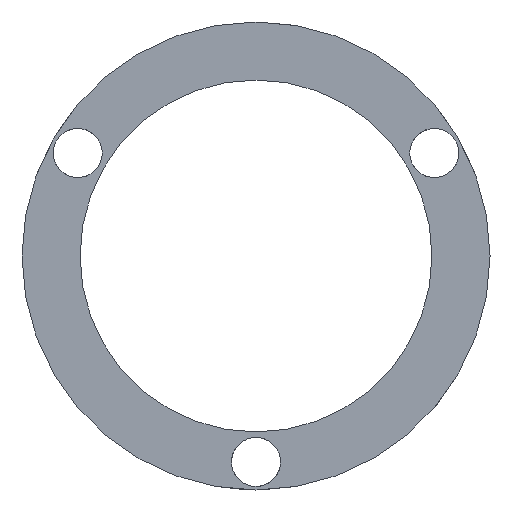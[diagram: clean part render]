
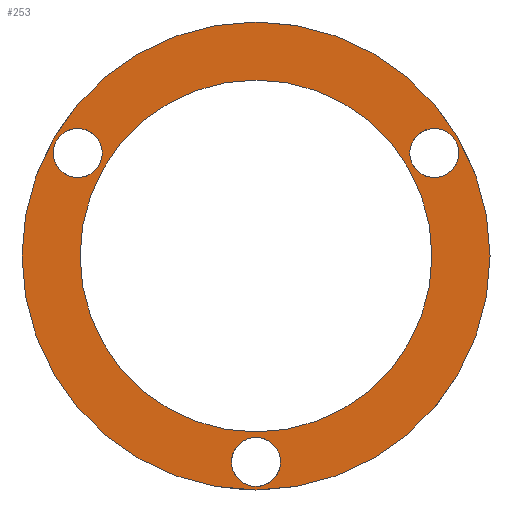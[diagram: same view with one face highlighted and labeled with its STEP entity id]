
A CAD part, front view. The second image highlights one B-rep face of the part: STEP entity #253.
In plain terms, the highlighted planar face has unit normal (0, -1, 0).
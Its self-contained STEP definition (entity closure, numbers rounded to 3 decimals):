
#15=FACE_BOUND('',#60,.T.);
#16=FACE_BOUND('',#61,.T.);
#17=FACE_BOUND('',#62,.T.);
#18=FACE_BOUND('',#63,.T.);
#22=PLANE('',#305);
#48=FACE_OUTER_BOUND('',#59,.T.);
#59=EDGE_LOOP('',(#236));
#60=EDGE_LOOP('',(#237));
#61=EDGE_LOOP('',(#238));
#62=EDGE_LOOP('',(#239));
#63=EDGE_LOOP('',(#240));
#71=CIRCLE('',#277,3.275);
#81=CIRCLE('',#290,3.275);
#82=CIRCLE('',#292,31.25);
#88=CIRCLE('',#300,3.275);
#90=CIRCLE('',#303,23.5);
#108=VERTEX_POINT('',#455);
#116=VERTEX_POINT('',#489);
#117=VERTEX_POINT('',#505);
#122=VERTEX_POINT('',#531);
#123=VERTEX_POINT('',#536);
#136=EDGE_CURVE('',#108,#108,#71,.T.);
#148=EDGE_CURVE('',#116,#116,#81,.T.);
#150=EDGE_CURVE('',#117,#117,#82,.T.);
#159=EDGE_CURVE('',#122,#122,#88,.T.);
#161=EDGE_CURVE('',#123,#123,#90,.T.);
#236=ORIENTED_EDGE('',*,*,#150,.T.);
#237=ORIENTED_EDGE('',*,*,#136,.T.);
#238=ORIENTED_EDGE('',*,*,#148,.T.);
#239=ORIENTED_EDGE('',*,*,#159,.T.);
#240=ORIENTED_EDGE('',*,*,#161,.T.);
#253=ADVANCED_FACE('',(#48,#15,#16,#17,#18),#22,.F.);
#277=AXIS2_PLACEMENT_3D('',#457,#327,#328);
#290=AXIS2_PLACEMENT_3D('',#491,#354,#355);
#292=AXIS2_PLACEMENT_3D('',#506,#358,#359);
#300=AXIS2_PLACEMENT_3D('',#533,#376,#377);
#303=AXIS2_PLACEMENT_3D('',#537,#382,#383);
#305=AXIS2_PLACEMENT_3D('',#540,#387,#388);
#327=DIRECTION('center_axis',(0.,1.,0.));
#328=DIRECTION('ref_axis',(-0.5,0.,-0.866));
#354=DIRECTION('center_axis',(0.,1.,0.));
#355=DIRECTION('ref_axis',(-0.5,0.,0.866));
#358=DIRECTION('center_axis',(0.,-1.,0.));
#359=DIRECTION('ref_axis',(1.,0.,0.));
#376=DIRECTION('center_axis',(0.,1.,0.));
#377=DIRECTION('ref_axis',(1.,0.,0.));
#382=DIRECTION('center_axis',(0.,1.,0.));
#383=DIRECTION('ref_axis',(1.,0.,0.));
#387=DIRECTION('center_axis',(0.,1.,0.));
#388=DIRECTION('ref_axis',(1.,0.,0.));
#455=CARTESIAN_POINT('',(-22.178,-2.,16.586));
#457=CARTESIAN_POINT('Origin',(-23.816,-2.,13.75));
#489=CARTESIAN_POINT('',(25.453,-2.,10.914));
#491=CARTESIAN_POINT('Origin',(23.816,-2.,13.75));
#505=CARTESIAN_POINT('',(-31.25,-2.,0.));
#506=CARTESIAN_POINT('Origin',(0.,-2.,0.));
#531=CARTESIAN_POINT('',(-3.275,-2.,-27.5));
#533=CARTESIAN_POINT('Origin',(0.,-2.,-27.5));
#536=CARTESIAN_POINT('',(-23.5,-2.,0.));
#537=CARTESIAN_POINT('Origin',(0.,-2.,0.));
#540=CARTESIAN_POINT('Origin',(0.,-2.,0.));
